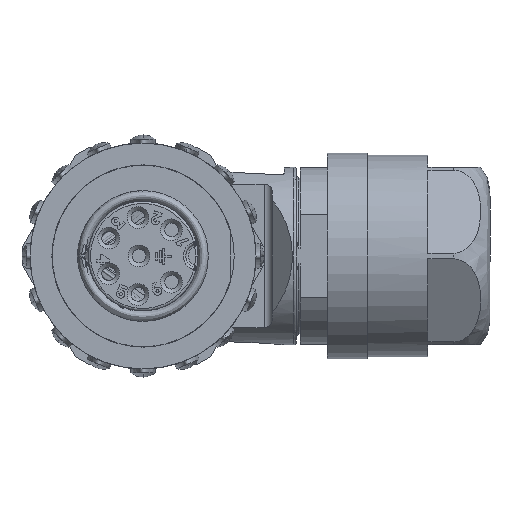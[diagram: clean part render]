
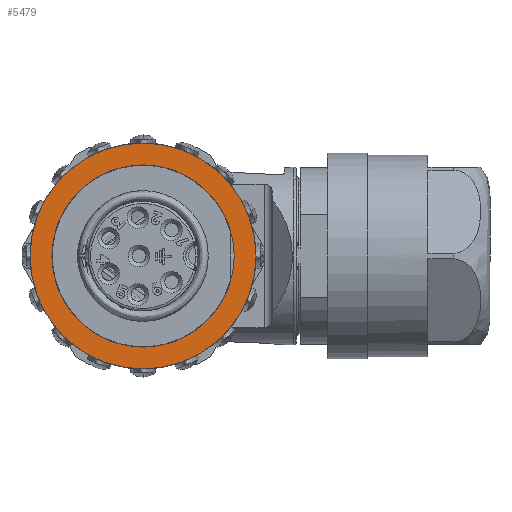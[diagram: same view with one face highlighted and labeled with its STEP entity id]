
A CAD part, left-side view. The second image highlights one B-rep face of the part: STEP entity #5479.
In plain terms, the highlighted planar face has unit normal (-1, 0, 0).
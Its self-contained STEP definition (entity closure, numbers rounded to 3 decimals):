
#4705=PLANE('',#16595);
#5479=ADVANCED_FACE('',(#6124,#6125),#4705,.T.);
#6124=FACE_BOUND('',#6890,.T.);
#6125=FACE_BOUND('',#6891,.T.);
#6890=EDGE_LOOP('',(#10209));
#6891=EDGE_LOOP('',(#10210));
#10209=ORIENTED_EDGE('',*,*,#14669,.T.);
#10210=ORIENTED_EDGE('',*,*,#14670,.T.);
#12725=VERTEX_POINT('',#28571);
#12726=VERTEX_POINT('',#28573);
#14669=EDGE_CURVE('',#12725,#12725,#15657,.T.);
#14670=EDGE_CURVE('',#12726,#12726,#15658,.T.);
#15657=CIRCLE('',#16593,11.3);
#15658=CIRCLE('',#16594,14.);
#16593=AXIS2_PLACEMENT_3D('',#28570,#19682,#19683);
#16594=AXIS2_PLACEMENT_3D('',#28572,#19684,#19685);
#16595=AXIS2_PLACEMENT_3D('',#28574,#19686,#19687);
#19682=DIRECTION('',(1.,0.,0.));
#19683=DIRECTION('',(0.,-1.,0.));
#19684=DIRECTION('',(-1.,0.,0.));
#19685=DIRECTION('',(0.,-1.,0.));
#19686=DIRECTION('',(-1.,0.,0.));
#19687=DIRECTION('',(0.,1.,0.));
#28570=CARTESIAN_POINT('',(19.1,0.,0.));
#28571=CARTESIAN_POINT('',(19.1,-11.3,0.));
#28572=CARTESIAN_POINT('',(19.1,0.,0.));
#28573=CARTESIAN_POINT('',(19.1,-14.,0.));
#28574=CARTESIAN_POINT('',(19.1,-15.4,15.4));
